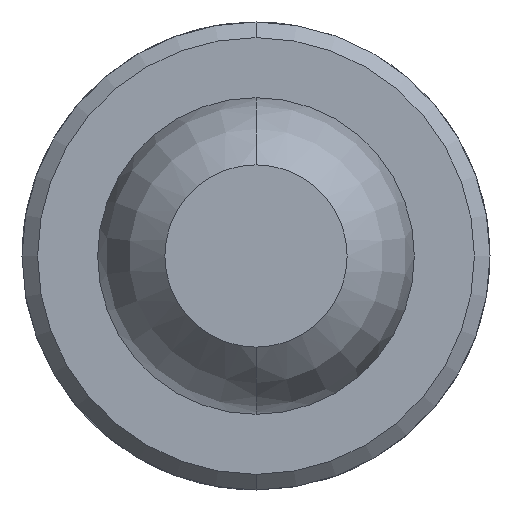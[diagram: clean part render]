
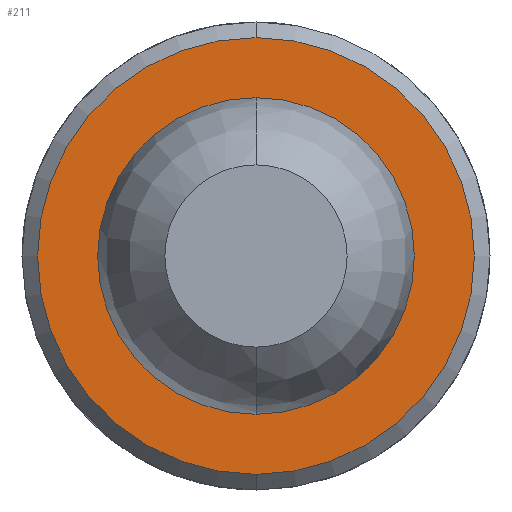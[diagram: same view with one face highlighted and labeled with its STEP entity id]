
A CAD part, front view. The second image highlights one B-rep face of the part: STEP entity #211.
In plain terms, the highlighted planar face has unit normal (0, -1, 0).
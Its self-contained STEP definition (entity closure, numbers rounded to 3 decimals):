
#23 = CARTESIAN_POINT ( 'NONE',  ( 0., 6.4, 0.635 ) ) ;
#144 = DIRECTION ( 'NONE',  ( 0., 0., 1. ) ) ;
#169 = DIRECTION ( 'NONE',  ( 0., 0., 1. ) ) ;
#211 = ADVANCED_FACE ( 'Defeature ausgef�hrt1_8', ( #2801, #1208 ), #2654, .F. ) ;
#337 = VERTEX_POINT ( 'NONE', #23 ) ;
#382 = ORIENTED_EDGE ( 'NONE', *, *, #1009, .T. ) ;
#529 = CARTESIAN_POINT ( 'NONE',  ( 0., 6.4, 0. ) ) ;
#625 = CARTESIAN_POINT ( 'NONE',  ( 0., 6.4, 0. ) ) ;
#717 = AXIS2_PLACEMENT_3D ( 'NONE', #1511, #2848, #144 ) ;
#904 = EDGE_LOOP ( 'NONE', ( #2189, #382 ) ) ;
#959 = DIRECTION ( 'NONE',  ( 0., -1., 0. ) ) ;
#965 = VERTEX_POINT ( 'NONE', #3689 ) ;
#1009 = EDGE_CURVE ( 'Defeature ausgef�hrt1_8+Defeature ausgef�hrt1_12+Defeature ausgef�hrt1_12+Defeature ausgef�hrt1_12', #3202, #965, #3688, .T. ) ;
#1109 = CARTESIAN_POINT ( 'NONE',  ( 0., 6.4, 0. ) ) ;
#1208 = FACE_BOUND ( 'NONE', #1823, .T. ) ;
#1317 = DIRECTION ( 'NONE',  ( 0., 0., 1. ) ) ;
#1406 = CIRCLE ( 'NONE', #2695, 0.635 ) ;
#1501 = AXIS2_PLACEMENT_3D ( 'NONE', #3350, #2690, #3383 ) ;
#1511 = CARTESIAN_POINT ( 'NONE',  ( 0., 6.4, 0. ) ) ;
#1809 = DIRECTION ( 'NONE',  ( 0., 0., 1. ) ) ;
#1823 = EDGE_LOOP ( 'NONE', ( #3043, #2872 ) ) ;
#2047 = CIRCLE ( 'NONE', #2741, 0.635 ) ;
#2090 = AXIS2_PLACEMENT_3D ( 'NONE', #625, #959, #1317 ) ;
#2160 = EDGE_CURVE ( 'Defeature ausgef�hrt1_10+Defeature ausgef�hrt1_8+Defeature ausgef�hrt1_8+Defeature ausgef�hrt1_8', #337, #2887, #2047, .T. ) ;
#2163 = DIRECTION ( 'NONE',  ( 0., -1., 0. ) ) ;
#2179 = CARTESIAN_POINT ( 'NONE',  ( 0., 6.4, -0.635 ) ) ;
#2189 = ORIENTED_EDGE ( 'NONE', *, *, #3432, .T. ) ;
#2456 = CARTESIAN_POINT ( 'NONE',  ( 0., 6.4, -1.4 ) ) ;
#2654 = PLANE ( 'NONE',  #1501 ) ;
#2690 = DIRECTION ( 'NONE',  ( 0., 1., 0. ) ) ;
#2695 = AXIS2_PLACEMENT_3D ( 'NONE', #1109, #2163, #1809 ) ;
#2741 = AXIS2_PLACEMENT_3D ( 'NONE', #529, #3522, #169 ) ;
#2801 = FACE_OUTER_BOUND ( 'NONE', #904, .T. ) ;
#2848 = DIRECTION ( 'NONE',  ( 0., -1., 0. ) ) ;
#2872 = ORIENTED_EDGE ( 'NONE', *, *, #3243, .F. ) ;
#2887 = VERTEX_POINT ( 'NONE', #2179 ) ;
#3043 = ORIENTED_EDGE ( 'NONE', *, *, #2160, .F. ) ;
#3053 = CIRCLE ( 'NONE', #717, 1.4 ) ;
#3202 = VERTEX_POINT ( 'NONE', #2456 ) ;
#3243 = EDGE_CURVE ( 'Defeature ausgef�hrt1_10+Defeature ausgef�hrt1_8+Defeature ausgef�hrt1_8+Defeature ausgef�hrt1_8', #2887, #337, #1406, .T. ) ;
#3350 = CARTESIAN_POINT ( 'NONE',  ( 0., 6.4, 0. ) ) ;
#3383 = DIRECTION ( 'NONE',  ( 0., 0., 1. ) ) ;
#3432 = EDGE_CURVE ( 'Defeature ausgef�hrt1_8+Defeature ausgef�hrt1_12+Defeature ausgef�hrt1_12+Defeature ausgef�hrt1_12', #965, #3202, #3053, .T. ) ;
#3522 = DIRECTION ( 'NONE',  ( 0., -1., 0. ) ) ;
#3688 = CIRCLE ( 'NONE', #2090, 1.4 ) ;
#3689 = CARTESIAN_POINT ( 'NONE',  ( 0., 6.4, 1.4 ) ) ;
